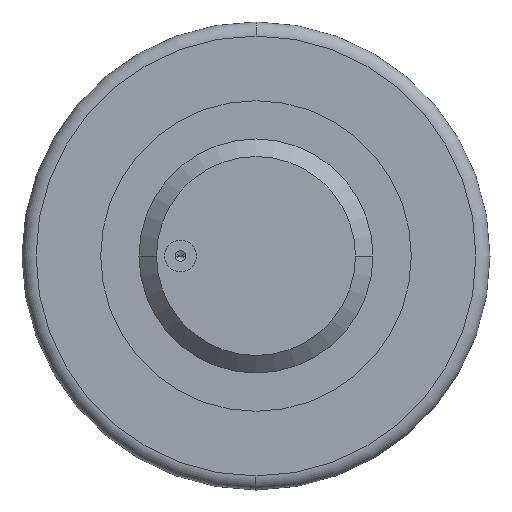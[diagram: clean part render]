
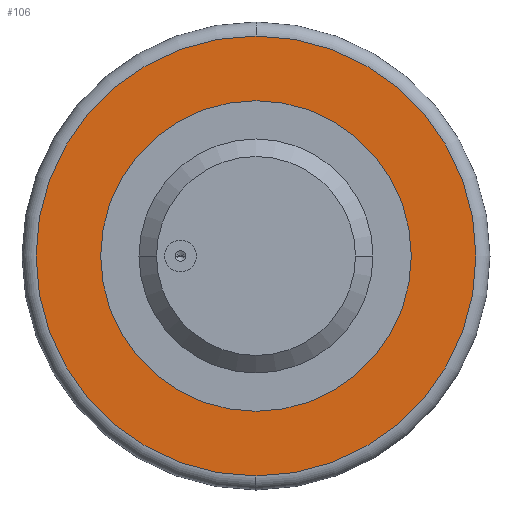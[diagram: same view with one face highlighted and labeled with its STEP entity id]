
A CAD part, left-side view. The second image highlights one B-rep face of the part: STEP entity #106.
In plain terms, the highlighted planar face has unit normal (-1, 0, 0).
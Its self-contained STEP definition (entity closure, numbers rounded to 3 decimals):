
#106=ADVANCED_FACE('',(#182,#183),#184,.T.);
#182=FACE_OUTER_BOUND('',#272,.T.);
#183=FACE_BOUND('',#273,.T.);
#184=PLANE('',#274);
#272=EDGE_LOOP('',(#534,#535,#536));
#273=EDGE_LOOP('',(#537,#538));
#274=AXIS2_PLACEMENT_3D('',#539,#540,#541);
#534=ORIENTED_EDGE('',*,*,#635,.T.);
#535=ORIENTED_EDGE('',*,*,#708,.T.);
#536=ORIENTED_EDGE('',*,*,#636,.T.);
#537=ORIENTED_EDGE('',*,*,#623,.T.);
#538=ORIENTED_EDGE('',*,*,#709,.T.);
#539=CARTESIAN_POINT('',(10.0,51.7,0.));
#540=DIRECTION('',(-1.0,0.,0.));
#541=DIRECTION('',(0.,1.0,0.));
#623=EDGE_CURVE('',#719,#723,#725,.T.);
#635=EDGE_CURVE('',#748,#746,#749,.T.);
#636=EDGE_CURVE('',#740,#748,#750,.T.);
#708=EDGE_CURVE('',#746,#740,#870,.T.);
#709=EDGE_CURVE('',#723,#719,#871,.T.);
#719=VERTEX_POINT('',#881);
#723=VERTEX_POINT('',#886);
#725=CIRCLE('',#889,73.0);
#740=VERTEX_POINT('',#908);
#746=VERTEX_POINT('',#914);
#748=VERTEX_POINT('',#916);
#749=CIRCLE('',#917,103.4);
#750=CIRCLE('',#918,103.4);
#870=CIRCLE('',#1343,103.4);
#871=CIRCLE('',#1344,73.0);
#881=CARTESIAN_POINT('',(10.0,0.0,-73.0));
#886=CARTESIAN_POINT('',(10.0,0.,73.0));
#889=AXIS2_PLACEMENT_3D('',#1358,#1359,#1360);
#908=CARTESIAN_POINT('',(10.,0.,103.4));
#914=CARTESIAN_POINT('',(10.0,0.,-103.4));
#916=CARTESIAN_POINT('',(10.,103.4,0.));
#917=AXIS2_PLACEMENT_3D('',#1386,#1387,#1388);
#918=AXIS2_PLACEMENT_3D('',#1389,#1390,#1391);
#1343=AXIS2_PLACEMENT_3D('',#1515,#1516,#1517);
#1344=AXIS2_PLACEMENT_3D('',#1518,#1519,#1520);
#1358=CARTESIAN_POINT('',(10.0,0.0,0.0));
#1359=DIRECTION('',(1.0,0.0,0.0));
#1360=DIRECTION('',(0.0,0.0,-1.0));
#1386=CARTESIAN_POINT('',(10.,0.0,0.));
#1387=DIRECTION('',(-1.0,0.0,0.));
#1388=DIRECTION('',(0.0,1.0,0.0));
#1389=CARTESIAN_POINT('',(10.,0.0,0.));
#1390=DIRECTION('',(-1.0,0.0,0.));
#1391=DIRECTION('',(0.0,1.0,0.0));
#1515=CARTESIAN_POINT('',(10.,0.0,0.));
#1516=DIRECTION('',(-1.0,0.0,0.));
#1517=DIRECTION('',(0.0,1.0,0.0));
#1518=CARTESIAN_POINT('',(10.0,0.0,0.0));
#1519=DIRECTION('',(1.0,0.0,0.0));
#1520=DIRECTION('',(0.0,0.0,-1.0));
